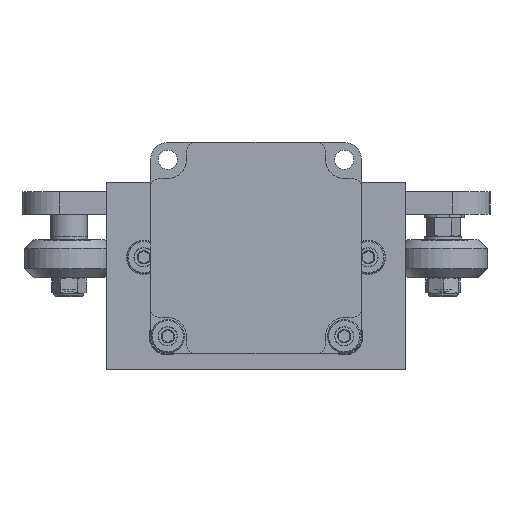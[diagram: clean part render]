
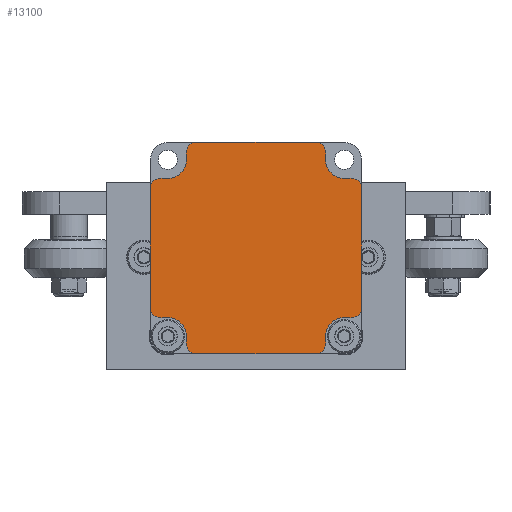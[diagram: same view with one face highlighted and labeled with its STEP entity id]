
A CAD part, front view. The second image highlights one B-rep face of the part: STEP entity #13100.
In plain terms, the highlighted planar face has unit normal (0, -1, 0).
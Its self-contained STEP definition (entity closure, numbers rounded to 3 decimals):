
#889=PLANE('',#14241);
#1447=FACE_OUTER_BOUND('',#2194,.T.);
#2194=EDGE_LOOP('',(#9904,#9905,#9906,#9907,#9908,#9909,#9910,#9911,#9912,
#9913,#9914,#9915,#9916,#9917,#9918,#9919,#9920,#9921,#9922,#9923,#9924,
#9925,#9926,#9927));
#3109=LINE('',#21340,#4435);
#3110=LINE('',#21344,#4436);
#3111=LINE('',#21348,#4437);
#3112=LINE('',#21352,#4438);
#3113=LINE('',#21356,#4439);
#3114=LINE('',#21360,#4440);
#3115=LINE('',#21364,#4441);
#3116=LINE('',#21368,#4442);
#3117=LINE('',#21372,#4443);
#3118=LINE('',#21376,#4444);
#3119=LINE('',#21380,#4445);
#3120=LINE('',#21383,#4446);
#4435=VECTOR('',#16036,10.);
#4436=VECTOR('',#16039,10.);
#4437=VECTOR('',#16042,10.);
#4438=VECTOR('',#16045,10.);
#4439=VECTOR('',#16048,10.);
#4440=VECTOR('',#16051,10.);
#4441=VECTOR('',#16054,10.);
#4442=VECTOR('',#16057,10.);
#4443=VECTOR('',#16060,10.);
#4444=VECTOR('',#16063,10.);
#4445=VECTOR('',#16066,10.);
#4446=VECTOR('',#16069,10.);
#5691=CIRCLE('',#14242,2.5);
#5692=CIRCLE('',#14243,5.);
#5693=CIRCLE('',#14244,2.5);
#5694=CIRCLE('',#14245,2.5);
#5695=CIRCLE('',#14246,5.);
#5696=CIRCLE('',#14247,2.5);
#5697=CIRCLE('',#14248,2.5);
#5698=CIRCLE('',#14249,5.);
#5699=CIRCLE('',#14250,2.5);
#5700=CIRCLE('',#14251,2.5);
#5701=CIRCLE('',#14252,5.);
#5702=CIRCLE('',#14253,2.5);
#6253=VERTEX_POINT('',#21336);
#6254=VERTEX_POINT('',#21337);
#6255=VERTEX_POINT('',#21339);
#6256=VERTEX_POINT('',#21341);
#6257=VERTEX_POINT('',#21343);
#6258=VERTEX_POINT('',#21345);
#6259=VERTEX_POINT('',#21347);
#6260=VERTEX_POINT('',#21349);
#6261=VERTEX_POINT('',#21351);
#6262=VERTEX_POINT('',#21353);
#6263=VERTEX_POINT('',#21355);
#6264=VERTEX_POINT('',#21357);
#6265=VERTEX_POINT('',#21359);
#6266=VERTEX_POINT('',#21361);
#6267=VERTEX_POINT('',#21363);
#6268=VERTEX_POINT('',#21365);
#6269=VERTEX_POINT('',#21367);
#6270=VERTEX_POINT('',#21369);
#6271=VERTEX_POINT('',#21371);
#6272=VERTEX_POINT('',#21373);
#6273=VERTEX_POINT('',#21375);
#6274=VERTEX_POINT('',#21377);
#6275=VERTEX_POINT('',#21379);
#6276=VERTEX_POINT('',#21381);
#7626=EDGE_CURVE('',#6253,#6254,#5691,.T.);
#7627=EDGE_CURVE('',#6254,#6255,#3109,.T.);
#7628=EDGE_CURVE('',#6255,#6256,#5692,.T.);
#7629=EDGE_CURVE('',#6256,#6257,#3110,.T.);
#7630=EDGE_CURVE('',#6257,#6258,#5693,.T.);
#7631=EDGE_CURVE('',#6258,#6259,#3111,.T.);
#7632=EDGE_CURVE('',#6259,#6260,#5694,.T.);
#7633=EDGE_CURVE('',#6260,#6261,#3112,.T.);
#7634=EDGE_CURVE('',#6261,#6262,#5695,.T.);
#7635=EDGE_CURVE('',#6262,#6263,#3113,.T.);
#7636=EDGE_CURVE('',#6263,#6264,#5696,.T.);
#7637=EDGE_CURVE('',#6264,#6265,#3114,.T.);
#7638=EDGE_CURVE('',#6265,#6266,#5697,.T.);
#7639=EDGE_CURVE('',#6266,#6267,#3115,.T.);
#7640=EDGE_CURVE('',#6267,#6268,#5698,.T.);
#7641=EDGE_CURVE('',#6268,#6269,#3116,.T.);
#7642=EDGE_CURVE('',#6269,#6270,#5699,.T.);
#7643=EDGE_CURVE('',#6270,#6271,#3117,.T.);
#7644=EDGE_CURVE('',#6271,#6272,#5700,.T.);
#7645=EDGE_CURVE('',#6272,#6273,#3118,.T.);
#7646=EDGE_CURVE('',#6273,#6274,#5701,.T.);
#7647=EDGE_CURVE('',#6274,#6275,#3119,.T.);
#7648=EDGE_CURVE('',#6275,#6276,#5702,.T.);
#7649=EDGE_CURVE('',#6276,#6253,#3120,.T.);
#9904=ORIENTED_EDGE('',*,*,#7626,.T.);
#9905=ORIENTED_EDGE('',*,*,#7627,.T.);
#9906=ORIENTED_EDGE('',*,*,#7628,.T.);
#9907=ORIENTED_EDGE('',*,*,#7629,.T.);
#9908=ORIENTED_EDGE('',*,*,#7630,.T.);
#9909=ORIENTED_EDGE('',*,*,#7631,.T.);
#9910=ORIENTED_EDGE('',*,*,#7632,.T.);
#9911=ORIENTED_EDGE('',*,*,#7633,.T.);
#9912=ORIENTED_EDGE('',*,*,#7634,.T.);
#9913=ORIENTED_EDGE('',*,*,#7635,.T.);
#9914=ORIENTED_EDGE('',*,*,#7636,.T.);
#9915=ORIENTED_EDGE('',*,*,#7637,.T.);
#9916=ORIENTED_EDGE('',*,*,#7638,.T.);
#9917=ORIENTED_EDGE('',*,*,#7639,.T.);
#9918=ORIENTED_EDGE('',*,*,#7640,.T.);
#9919=ORIENTED_EDGE('',*,*,#7641,.T.);
#9920=ORIENTED_EDGE('',*,*,#7642,.T.);
#9921=ORIENTED_EDGE('',*,*,#7643,.T.);
#9922=ORIENTED_EDGE('',*,*,#7644,.T.);
#9923=ORIENTED_EDGE('',*,*,#7645,.T.);
#9924=ORIENTED_EDGE('',*,*,#7646,.T.);
#9925=ORIENTED_EDGE('',*,*,#7647,.T.);
#9926=ORIENTED_EDGE('',*,*,#7648,.T.);
#9927=ORIENTED_EDGE('',*,*,#7649,.T.);
#13100=ADVANCED_FACE('',(#1447),#889,.T.);
#14241=AXIS2_PLACEMENT_3D('',#21335,#16032,#16033);
#14242=AXIS2_PLACEMENT_3D('',#21338,#16034,#16035);
#14243=AXIS2_PLACEMENT_3D('',#21342,#16037,#16038);
#14244=AXIS2_PLACEMENT_3D('',#21346,#16040,#16041);
#14245=AXIS2_PLACEMENT_3D('',#21350,#16043,#16044);
#14246=AXIS2_PLACEMENT_3D('',#21354,#16046,#16047);
#14247=AXIS2_PLACEMENT_3D('',#21358,#16049,#16050);
#14248=AXIS2_PLACEMENT_3D('',#21362,#16052,#16053);
#14249=AXIS2_PLACEMENT_3D('',#21366,#16055,#16056);
#14250=AXIS2_PLACEMENT_3D('',#21370,#16058,#16059);
#14251=AXIS2_PLACEMENT_3D('',#21374,#16061,#16062);
#14252=AXIS2_PLACEMENT_3D('',#21378,#16064,#16065);
#14253=AXIS2_PLACEMENT_3D('',#21382,#16067,#16068);
#16032=DIRECTION('center_axis',(0.,-1.,0.));
#16033=DIRECTION('ref_axis',(0.,0.,1.));
#16034=DIRECTION('center_axis',(0.,-1.,0.));
#16035=DIRECTION('ref_axis',(-1.,0.,0.));
#16036=DIRECTION('',(0.,0.,-1.));
#16037=DIRECTION('center_axis',(0.,1.,0.));
#16038=DIRECTION('ref_axis',(0.,0.,-1.));
#16039=DIRECTION('',(-1.,0.,0.));
#16040=DIRECTION('center_axis',(0.,-1.,0.));
#16041=DIRECTION('ref_axis',(-1.,0.,0.));
#16042=DIRECTION('',(0.,0.,-1.));
#16043=DIRECTION('center_axis',(0.,-1.,0.));
#16044=DIRECTION('ref_axis',(0.,0.,-1.));
#16045=DIRECTION('',(1.,0.,0.));
#16046=DIRECTION('center_axis',(0.,1.,0.));
#16047=DIRECTION('ref_axis',(1.,0.,0.));
#16048=DIRECTION('',(0.,0.,-1.));
#16049=DIRECTION('center_axis',(0.,-1.,0.));
#16050=DIRECTION('ref_axis',(0.,0.,-1.));
#16051=DIRECTION('',(1.,0.,0.));
#16052=DIRECTION('center_axis',(0.,-1.,0.));
#16053=DIRECTION('ref_axis',(1.,0.,0.));
#16054=DIRECTION('',(0.,0.,1.));
#16055=DIRECTION('center_axis',(0.,1.,0.));
#16056=DIRECTION('ref_axis',(0.,0.,1.));
#16057=DIRECTION('',(1.,0.,0.));
#16058=DIRECTION('center_axis',(0.,-1.,0.));
#16059=DIRECTION('ref_axis',(1.,0.,0.));
#16060=DIRECTION('',(0.,0.,1.));
#16061=DIRECTION('center_axis',(0.,-1.,0.));
#16062=DIRECTION('ref_axis',(0.,0.,1.));
#16063=DIRECTION('',(-1.,0.,0.));
#16064=DIRECTION('center_axis',(0.,1.,0.));
#16065=DIRECTION('ref_axis',(-1.,0.,0.));
#16066=DIRECTION('',(0.,0.,1.));
#16067=DIRECTION('center_axis',(0.,-1.,0.));
#16068=DIRECTION('ref_axis',(0.,0.,1.));
#16069=DIRECTION('',(-1.,0.,0.));
#21335=CARTESIAN_POINT('Origin',(54.648,-164.126,22.612));
#21336=CARTESIAN_POINT('',(10.378,-164.126,79.012));
#21337=CARTESIAN_POINT('',(7.878,-164.126,76.512));
#21338=CARTESIAN_POINT('Origin',(10.378,-164.126,76.512));
#21339=CARTESIAN_POINT('',(7.878,-164.126,74.382));
#21340=CARTESIAN_POINT('',(7.878,-164.126,76.512));
#21341=CARTESIAN_POINT('',(2.878,-164.126,69.382));
#21342=CARTESIAN_POINT('Origin',(2.878,-164.126,74.382));
#21343=CARTESIAN_POINT('',(0.748,-164.126,69.382));
#21344=CARTESIAN_POINT('',(2.878,-164.126,69.382));
#21345=CARTESIAN_POINT('',(-1.752,-164.126,66.882));
#21346=CARTESIAN_POINT('Origin',(0.748,-164.126,66.882));
#21347=CARTESIAN_POINT('',(-1.752,-164.126,34.742));
#21348=CARTESIAN_POINT('',(-1.752,-164.126,66.882));
#21349=CARTESIAN_POINT('',(0.748,-164.126,32.242));
#21350=CARTESIAN_POINT('Origin',(0.748,-164.126,34.742));
#21351=CARTESIAN_POINT('',(2.878,-164.126,32.242));
#21352=CARTESIAN_POINT('',(0.748,-164.126,32.242));
#21353=CARTESIAN_POINT('',(7.878,-164.126,27.242));
#21354=CARTESIAN_POINT('Origin',(2.878,-164.126,27.242));
#21355=CARTESIAN_POINT('',(7.878,-164.126,25.112));
#21356=CARTESIAN_POINT('',(7.878,-164.126,27.242));
#21357=CARTESIAN_POINT('',(10.378,-164.126,22.612));
#21358=CARTESIAN_POINT('Origin',(10.378,-164.126,25.112));
#21359=CARTESIAN_POINT('',(42.518,-164.126,22.612));
#21360=CARTESIAN_POINT('',(10.378,-164.126,22.612));
#21361=CARTESIAN_POINT('',(45.018,-164.126,25.112));
#21362=CARTESIAN_POINT('Origin',(42.518,-164.126,25.112));
#21363=CARTESIAN_POINT('',(45.018,-164.126,27.242));
#21364=CARTESIAN_POINT('',(45.018,-164.126,25.112));
#21365=CARTESIAN_POINT('',(50.018,-164.126,32.242));
#21366=CARTESIAN_POINT('Origin',(50.018,-164.126,27.242));
#21367=CARTESIAN_POINT('',(52.148,-164.126,32.242));
#21368=CARTESIAN_POINT('',(50.018,-164.126,32.242));
#21369=CARTESIAN_POINT('',(54.648,-164.126,34.742));
#21370=CARTESIAN_POINT('Origin',(52.148,-164.126,34.742));
#21371=CARTESIAN_POINT('',(54.648,-164.126,66.882));
#21372=CARTESIAN_POINT('',(54.648,-164.126,34.742));
#21373=CARTESIAN_POINT('',(52.148,-164.126,69.382));
#21374=CARTESIAN_POINT('Origin',(52.148,-164.126,66.882));
#21375=CARTESIAN_POINT('',(50.018,-164.126,69.382));
#21376=CARTESIAN_POINT('',(52.148,-164.126,69.382));
#21377=CARTESIAN_POINT('',(45.018,-164.126,74.382));
#21378=CARTESIAN_POINT('Origin',(50.018,-164.126,74.382));
#21379=CARTESIAN_POINT('',(45.018,-164.126,76.512));
#21380=CARTESIAN_POINT('',(45.018,-164.126,74.382));
#21381=CARTESIAN_POINT('',(42.518,-164.126,79.012));
#21382=CARTESIAN_POINT('Origin',(42.518,-164.126,76.512));
#21383=CARTESIAN_POINT('',(42.518,-164.126,79.012));
